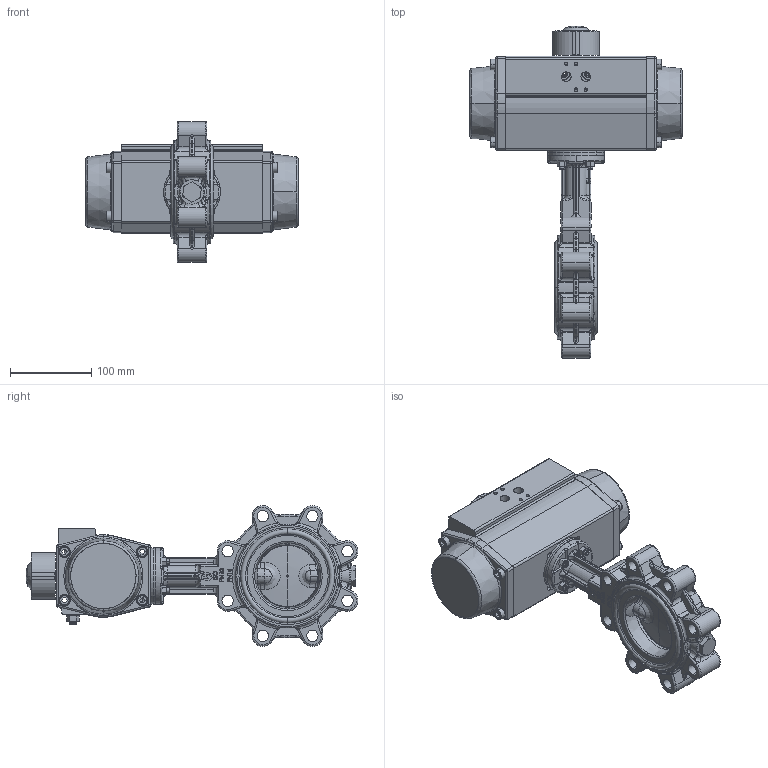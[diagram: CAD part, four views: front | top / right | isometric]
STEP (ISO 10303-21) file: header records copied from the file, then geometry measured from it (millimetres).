
FILE_DESCRIPTION (( 'STEP AP203' ), '1' );
FILE_NAME ('AK02_DN80_pneu._GS.STEP', '2022-11-04T08:06:40', ( '' ), ( '' ), 'SwSTEP 2.0', 'SolidWorks 2021', '' );
FILE_SCHEMA (( 'CONFIG_CONTROL_DESIGN' ));
Length unit declared in the file: metre
Products named in the file (1): AK02_DN80_pneu._GS
Bounding box: 262 x 409.56 x 173.82 mm (x, y, z)
Surface area: 273021.6 mm2 (no closed solid volume)
Topology: 0 solids, 365 shells, 1367 faces, 4937 edges, 3825 vertices
Faces by surface type: plane 407, cylinder 389, bspline 255, torus 200, cone 98, sphere 18
Entity records: 87310 total; most frequent: CARTESIAN_POINT 48682, DIRECTION 7272, ORIENTED_EDGE 7095, EDGE_CURVE 4889, VERTEX_POINT 3824, AXIS2_PLACEMENT_3D 2669, VECTOR 1934, LINE 1934
